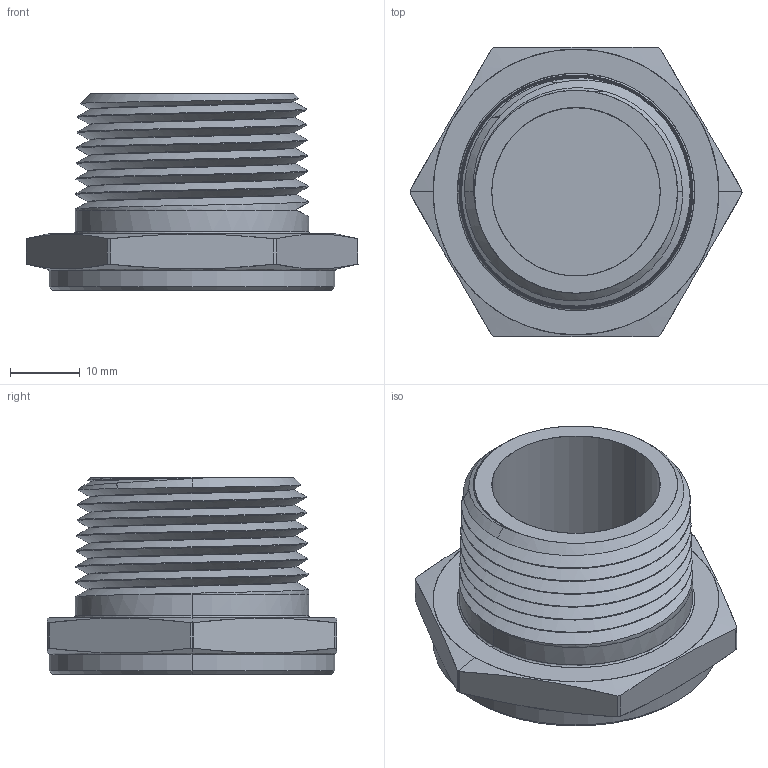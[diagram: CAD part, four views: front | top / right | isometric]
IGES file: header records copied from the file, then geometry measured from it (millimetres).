
Start section: SolidWorks IGES file using analytic representation for surfaces
Global section: file name: 403005.igs; native system: SolidWorks 2012; preprocessor: SolidWorks 2012; author: spencer; date: 130819.124428; units: inch
Bounding box: 47.5 x 41.4 x 28.19 mm (x, y, z)
Surface area: 9634.6 mm2 (no closed solid volume)
Topology: 0 solids, 0 shells, 60 faces, 1337 edges, 1487 vertices
Faces by surface type: revolution 39, bspline 21
